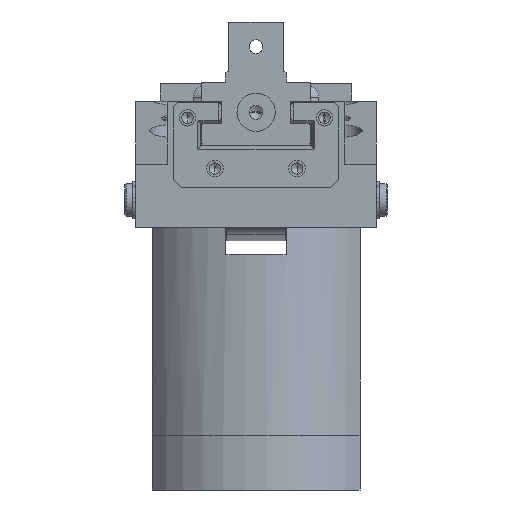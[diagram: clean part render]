
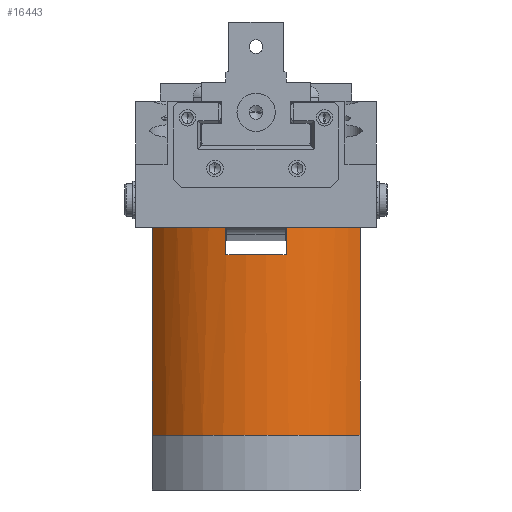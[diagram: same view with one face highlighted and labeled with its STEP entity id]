
A CAD part, front view. The second image highlights one B-rep face of the part: STEP entity #16443.
In plain terms, the highlighted cylindrical face has radius 47 mm (diameter 94 mm), a partial arc.
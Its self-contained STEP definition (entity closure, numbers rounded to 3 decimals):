
#293 = VERTEX_POINT ( 'NONE', #16147 ) ;
#294 = VERTEX_POINT ( 'NONE', #16148 ) ;
#300 = VERTEX_POINT ( 'NONE', #16138 ) ;
#304 = VERTEX_POINT ( 'NONE', #16134 ) ;
#306 = VERTEX_POINT ( 'NONE', #16131 ) ;
#309 = VERTEX_POINT ( 'NONE', #16129 ) ;
#310 = VERTEX_POINT ( 'NONE', #16128 ) ;
#312 = VERTEX_POINT ( 'NONE', #16127 ) ;
#2038 = AXIS2_PLACEMENT_3D ( 'NONE', #6970, #6968, #6966 ) ;
#2671 = ORIENTED_EDGE ( 'NONE', *, *, #17730, .F. ) ;
#2672 = ORIENTED_EDGE ( 'NONE', *, *, #17731, .T. ) ;
#2673 = ORIENTED_EDGE ( 'NONE', *, *, #17732, .T. ) ;
#2674 = ORIENTED_EDGE ( 'NONE', *, *, #17733, .F. ) ;
#2675 = ORIENTED_EDGE ( 'NONE', *, *, #17734, .T. ) ;
#2676 = ORIENTED_EDGE ( 'NONE', *, *, #17735, .F. ) ;
#2677 = ORIENTED_EDGE ( 'NONE', *, *, #17736, .T. ) ;
#2678 = ORIENTED_EDGE ( 'NONE', *, *, #17719, .F. ) ;
#5969 = FACE_OUTER_BOUND ( 'NONE', #18868, .T. ) ;
#5975 = CYLINDRICAL_SURFACE ( 'NONE', #2038, 47. ) ;
#6966 = DIRECTION ( 'NONE',  ( -1., 0., 0. ) ) ;
#6968 = DIRECTION ( 'NONE',  ( 0., 0., -1. ) ) ;
#6970 = CARTESIAN_POINT ( 'NONE',  ( 0., 0., 97. ) ) ;
#9048 = AXIS2_PLACEMENT_3D ( 'NONE', #14294, #14295, #14296 ) ;
#9053 = AXIS2_PLACEMENT_3D ( 'NONE', #14324, #14325, #14326 ) ;
#9054 = AXIS2_PLACEMENT_3D ( 'NONE', #14329, #14330, #14331 ) ;
#9055 = AXIS2_PLACEMENT_3D ( 'NONE', #14332, #14333, #14334 ) ;
#12922 = CIRCLE ( 'NONE', #9048, 47. ) ;
#12937 = LINE ( 'NONE', #14323, #12945 ) ;
#12940 = LINE ( 'NONE', #14312, #12942 ) ;
#12941 = CIRCLE ( 'NONE', #9053, 47. ) ;
#12942 = VECTOR ( 'NONE', #14311, 1000. ) ;
#12944 = CIRCLE ( 'NONE', #9054, 47. ) ;
#12945 = VECTOR ( 'NONE', #14317, 1000. ) ;
#12946 = LINE ( 'NONE', #14322, #12948 ) ;
#12947 = CIRCLE ( 'NONE', #9055, 47. ) ;
#12948 = VECTOR ( 'NONE', #14321, 1000. ) ;
#12949 = LINE ( 'NONE', #14327, #12951 ) ;
#12951 = VECTOR ( 'NONE', #14328, 1000. ) ;
#14294 = CARTESIAN_POINT ( 'NONE',  ( 0., 0., 76. ) ) ;
#14295 = DIRECTION ( 'NONE',  ( 0., 0., 1. ) ) ;
#14296 = DIRECTION ( 'NONE',  ( 1., 0., 0. ) ) ;
#14311 = DIRECTION ( 'NONE',  ( 0., 0., 1. ) ) ;
#14312 = CARTESIAN_POINT ( 'NONE',  ( -38., -27.659, 97. ) ) ;
#14317 = DIRECTION ( 'NONE',  ( 0., 0., 1. ) ) ;
#14321 = DIRECTION ( 'NONE',  ( 0., 0., -1. ) ) ;
#14322 = CARTESIAN_POINT ( 'NONE',  ( 11., -45.695, 97. ) ) ;
#14323 = CARTESIAN_POINT ( 'NONE',  ( 38., -27.659, 97. ) ) ;
#14324 = CARTESIAN_POINT ( 'NONE',  ( 0., 0., 0. ) ) ;
#14325 = DIRECTION ( 'NONE',  ( 0., 0., 1. ) ) ;
#14326 = DIRECTION ( 'NONE',  ( 1., 0., 0. ) ) ;
#14327 = CARTESIAN_POINT ( 'NONE',  ( -11., -45.695, 97. ) ) ;
#14328 = DIRECTION ( 'NONE',  ( 0., 0., 1. ) ) ;
#14329 = CARTESIAN_POINT ( 'NONE',  ( 0., 0., 76. ) ) ;
#14330 = DIRECTION ( 'NONE',  ( 0., 0., 1. ) ) ;
#14331 = DIRECTION ( 'NONE',  ( 1., 0., 0. ) ) ;
#14332 = CARTESIAN_POINT ( 'NONE',  ( 0., 0., 66. ) ) ;
#14333 = DIRECTION ( 'NONE',  ( 0., 0., 1. ) ) ;
#14334 = DIRECTION ( 'NONE',  ( 1., 0., 0. ) ) ;
#16127 = CARTESIAN_POINT ( 'NONE',  ( 11., -45.695, 66. ) ) ;
#16128 = CARTESIAN_POINT ( 'NONE',  ( 38., -27.659, 76. ) ) ;
#16129 = CARTESIAN_POINT ( 'NONE',  ( 38., -27.659, 0. ) ) ;
#16131 = CARTESIAN_POINT ( 'NONE',  ( -11., -45.695, 66. ) ) ;
#16134 = CARTESIAN_POINT ( 'NONE',  ( 11., -45.695, 76. ) ) ;
#16138 = CARTESIAN_POINT ( 'NONE',  ( -38., -27.659, 0. ) ) ;
#16147 = CARTESIAN_POINT ( 'NONE',  ( -38., -27.659, 76. ) ) ;
#16148 = CARTESIAN_POINT ( 'NONE',  ( -11., -45.695, 76. ) ) ;
#16443 = ADVANCED_FACE ( 'NONE', ( #5969 ), #5975, .T. ) ;
#17719 = EDGE_CURVE ( 'NONE', #293, #294, #12922, .T. ) ;
#17730 = EDGE_CURVE ( 'NONE', #300, #293, #12940, .T. ) ;
#17731 = EDGE_CURVE ( 'NONE', #300, #309, #12941, .T. ) ;
#17732 = EDGE_CURVE ( 'NONE', #309, #310, #12937, .T. ) ;
#17733 = EDGE_CURVE ( 'NONE', #304, #310, #12944, .T. ) ;
#17734 = EDGE_CURVE ( 'NONE', #304, #312, #12946, .T. ) ;
#17735 = EDGE_CURVE ( 'NONE', #306, #312, #12947, .T. ) ;
#17736 = EDGE_CURVE ( 'NONE', #306, #294, #12949, .T. ) ;
#18868 = EDGE_LOOP ( 'NONE', ( #2671, #2672, #2673, #2674, #2675, #2676, #2677, #2678 ) ) ;
